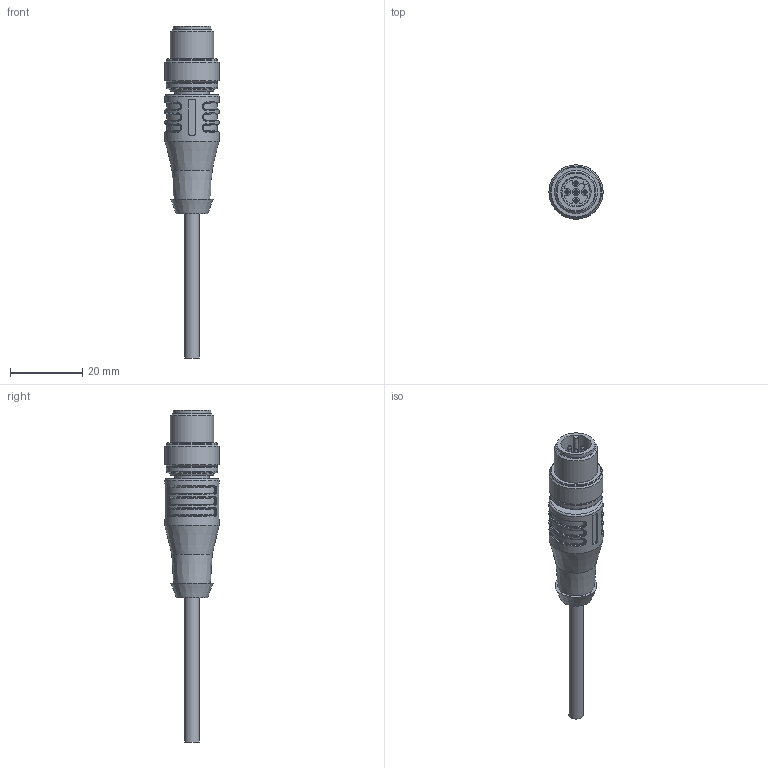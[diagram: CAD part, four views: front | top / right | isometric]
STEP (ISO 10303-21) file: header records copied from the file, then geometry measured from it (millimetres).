
FILE_DESCRIPTION(/* description */ (''),/* implementation_level */ '2;1');
FILE_NAME(/* name */ 'HT-WAS4_5_stp.stp',/* time_stamp */ '2016-05-20T13:21:56+02:00',/* author */ (''),/* organization */ (''),/* preprocessor_version */ 'ST-DEVELOPER v16',/* originating_system */ 'SIEMENS PLM Software NX 10.0',/* authorisation */ '');
FILE_SCHEMA (('AUTOMOTIVE_DESIGN { 1 0 10303 214 3 1 1 1 }'));
Length unit declared in the file: millimetre
Products named in the file (1): HT-WAS4_5_stp
Bounding box: 15 x 15 x 92 mm (x, y, z)
Volume: 6905.7 mm3; surface area: 3574.1 mm2
Topology: 1 solids, 1 shells, 191 faces, 444 edges, 276 vertices
Faces by surface type: cylinder 63, bspline 54, plane 52, cone 13, torus 9
Full cylindrical faces by diameter (mm): 1 x10, 1.95 x1, 4 x1, 8.375 x1, 9.6 x1, 10.45 x1, 12 x1, 12.5 x2, 14.2 x1, 14.25 x1, 15 x2
Entity records: 6139 total; most frequent: CARTESIAN_POINT 2790, ORIENTED_EDGE 756, DIRECTION 542, EDGE_CURVE 378, EDGE_LOOP 258, VERTEX_POINT 256, AXIS2_PLACEMENT_3D 246, ADVANCED_FACE 191
